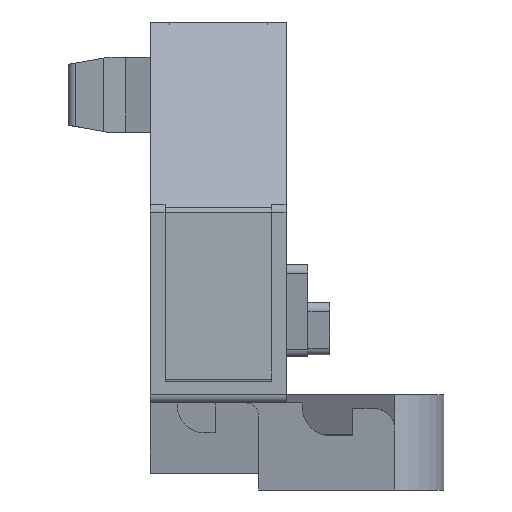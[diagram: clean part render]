
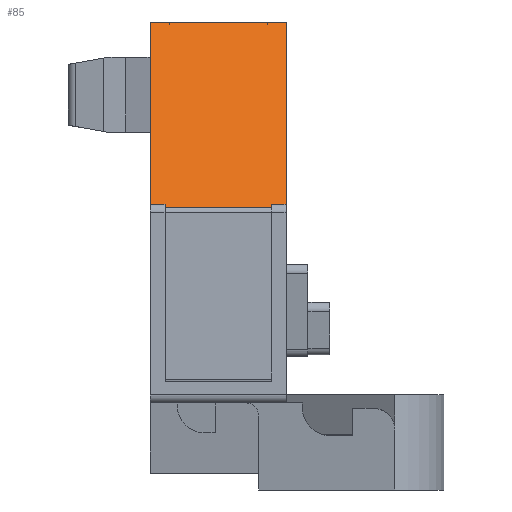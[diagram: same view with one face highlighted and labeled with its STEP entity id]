
A CAD part, left-side view. The second image highlights one B-rep face of the part: STEP entity #85.
In plain terms, the highlighted planar face has unit normal (-0.866, 0, 0.5).
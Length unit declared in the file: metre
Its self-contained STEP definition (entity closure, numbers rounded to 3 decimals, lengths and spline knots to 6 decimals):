
#85 = ADVANCED_FACE( '', ( #292 ), #293, .F. );
#292 = FACE_OUTER_BOUND( '', #688, .T. );
#293 = PLANE( '', #689 );
#688 = EDGE_LOOP( '', ( #1171, #1172, #1173, #1174, #1175, #1176, #1177, #1178 ) );
#689 = AXIS2_PLACEMENT_3D( '', #1179, #1180, #1181 );
#1171 = ORIENTED_EDGE( '', *, *, #2814, .F. );
#1172 = ORIENTED_EDGE( '', *, *, #2777, .F. );
#1173 = ORIENTED_EDGE( '', *, *, #2815, .T. );
#1174 = ORIENTED_EDGE( '', *, *, #2800, .T. );
#1175 = ORIENTED_EDGE( '', *, *, #2808, .T. );
#1176 = ORIENTED_EDGE( '', *, *, #2813, .F. );
#1177 = ORIENTED_EDGE( '', *, *, #2816, .T. );
#1178 = ORIENTED_EDGE( '', *, *, #2817, .T. );
#1179 = CARTESIAN_POINT( '', ( -0.011, 0.005, 0.007 ) );
#1180 = DIRECTION( '', ( 0.866, 0., -0.5 ) );
#1181 = DIRECTION( '', ( -0.5, 0., -0.866 ) );
#2777 = EDGE_CURVE( '', #3353, #3355, #3356, .T. );
#2800 = EDGE_CURVE( '', #3400, #3398, #3401, .T. );
#2808 = EDGE_CURVE( '', #3398, #3412, #3414, .T. );
#2813 = EDGE_CURVE( '', #3421, #3412, #3423, .T. );
#2814 = EDGE_CURVE( '', #3355, #3424, #3425, .T. );
#2815 = EDGE_CURVE( '', #3353, #3400, #3426, .T. );
#2816 = EDGE_CURVE( '', #3421, #3427, #3428, .T. );
#2817 = EDGE_CURVE( '', #3427, #3424, #3429, .T. );
#3353 = VERTEX_POINT( '', #4294 );
#3355 = VERTEX_POINT( '', #4297 );
#3356 = LINE( '', #4298, #4299 );
#3398 = VERTEX_POINT( '', #4360 );
#3400 = VERTEX_POINT( '', #4362 );
#3401 = LINE( '', #4363, #4364 );
#3412 = VERTEX_POINT( '', #4380 );
#3414 = LINE( '', #4382, #4383 );
#3421 = VERTEX_POINT( '', #4392 );
#3423 = LINE( '', #4395, #4396 );
#3424 = VERTEX_POINT( '', #4397 );
#3425 = LINE( '', #4398, #4399 );
#3426 = LINE( '', #4400, #4401 );
#3427 = VERTEX_POINT( '', #4402 );
#3428 = LINE( '', #4403, #4404 );
#3429 = LINE( '', #4405, #4406 );
#4294 = CARTESIAN_POINT( '', ( -0.011, 0.005, 0.007 ) );
#4297 = CARTESIAN_POINT( '', ( -0.007132, 0.005, 0.0137 ) );
#4298 = CARTESIAN_POINT( '', ( -0.011, 0.005, 0.007 ) );
#4299 = VECTOR( '', #5641, 1. );
#4360 = CARTESIAN_POINT( '', ( -0.01106, 0.00445, 0.006895 ) );
#4362 = CARTESIAN_POINT( '', ( -0.011, 0.00445, 0.007 ) );
#4363 = CARTESIAN_POINT( '', ( -0.01106, 0.00445, 0.006895 ) );
#4364 = VECTOR( '', #5670, 1. );
#4380 = CARTESIAN_POINT( '', ( -0.01106, 0.00055, 0.006895 ) );
#4382 = CARTESIAN_POINT( '', ( -0.01106, 0.00445, 0.006895 ) );
#4383 = VECTOR( '', #5682, 1. );
#4392 = CARTESIAN_POINT( '', ( -0.011, 0.00055, 0.007 ) );
#4395 = CARTESIAN_POINT( '', ( -0.01106, 0.00055, 0.006895 ) );
#4396 = VECTOR( '', #5689, 1. );
#4397 = CARTESIAN_POINT( '', ( -0.007132, 0., 0.0137 ) );
#4398 = CARTESIAN_POINT( '', ( -0.007132, 0.005, 0.0137 ) );
#4399 = VECTOR( '', #5690, 1. );
#4400 = CARTESIAN_POINT( '', ( -0.011, 0.005, 0.007 ) );
#4401 = VECTOR( '', #5691, 1. );
#4402 = CARTESIAN_POINT( '', ( -0.011, 0., 0.007 ) );
#4403 = CARTESIAN_POINT( '', ( -0.011, 0.005, 0.007 ) );
#4404 = VECTOR( '', #5692, 1. );
#4405 = CARTESIAN_POINT( '', ( -0.011, 0., 0.007 ) );
#4406 = VECTOR( '', #5693, 1. );
#5641 = DIRECTION( '', ( 0.5, 0., 0.866 ) );
#5670 = DIRECTION( '', ( -0.5, 0., -0.866 ) );
#5682 = DIRECTION( '', ( 0., -1., 0. ) );
#5689 = DIRECTION( '', ( -0.5, 0., -0.866 ) );
#5690 = DIRECTION( '', ( 0., -1., 0. ) );
#5691 = DIRECTION( '', ( 0., -1., 0. ) );
#5692 = DIRECTION( '', ( 0., -1., 0. ) );
#5693 = DIRECTION( '', ( 0.5, 0., 0.866 ) );
